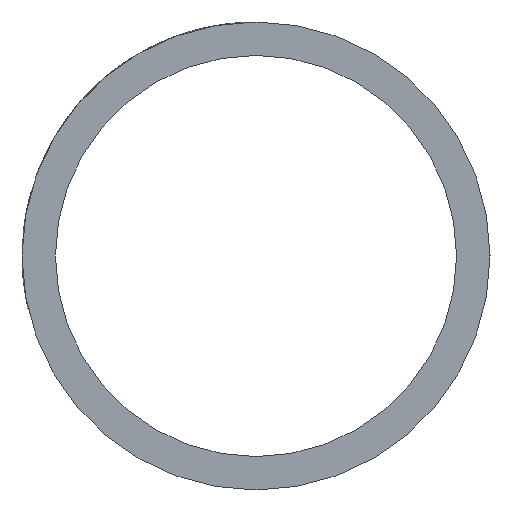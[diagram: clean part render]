
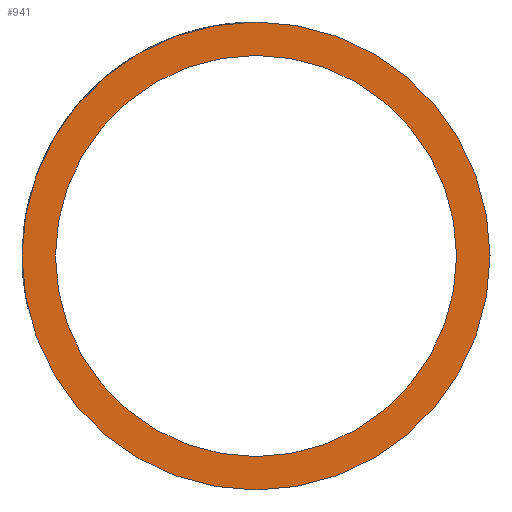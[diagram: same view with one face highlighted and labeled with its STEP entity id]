
A CAD part, left-side view. The second image highlights one B-rep face of the part: STEP entity #941.
In plain terms, the highlighted planar face has unit normal (-1, 0, 0).
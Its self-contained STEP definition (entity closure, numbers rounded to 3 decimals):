
#286 = CIRCLE ( 'NONE', #5480, 7. ) ;
#387 = VERTEX_POINT ( 'NONE', #3481 ) ;
#497 = AXIS2_PLACEMENT_3D ( 'NONE', #4751, #3751, #3839 ) ;
#755 = DIRECTION ( 'NONE',  ( 1., 0., 0. ) ) ;
#758 = ORIENTED_EDGE ( 'NONE', *, *, #4559, .T. ) ;
#941 = ADVANCED_FACE ( 'NONE', ( #1822, #5700 ), #2828, .F. ) ;
#1028 = CIRCLE ( 'NONE', #4655, 6. ) ;
#1060 = ORIENTED_EDGE ( 'NONE', *, *, #6236, .F. ) ;
#1114 = EDGE_CURVE ( 'NONE', #5288, #2283, #1878, .T. ) ;
#1458 = DIRECTION ( 'NONE',  ( 1., 0., 0. ) ) ;
#1646 = CIRCLE ( 'NONE', #497, 7. ) ;
#1790 = CARTESIAN_POINT ( 'NONE',  ( 0., 0., 0. ) ) ;
#1822 = FACE_BOUND ( 'NONE', #6202, .T. ) ;
#1878 = CIRCLE ( 'NONE', #5292, 6. ) ;
#1987 = DIRECTION ( 'NONE',  ( 1., 0., 0. ) ) ;
#2283 = VERTEX_POINT ( 'NONE', #2945 ) ;
#2395 = CARTESIAN_POINT ( 'NONE',  ( 0., 0., -7. ) ) ;
#2477 = CARTESIAN_POINT ( 'NONE',  ( 0., 0., 0. ) ) ;
#2828 = PLANE ( 'NONE',  #3749 ) ;
#2945 = CARTESIAN_POINT ( 'NONE',  ( 0., 0., -6. ) ) ;
#3199 = CARTESIAN_POINT ( 'NONE',  ( 0., 0., 6. ) ) ;
#3232 = DIRECTION ( 'NONE',  ( 1., 0., 0. ) ) ;
#3481 = CARTESIAN_POINT ( 'NONE',  ( 0., 0., 7. ) ) ;
#3512 = ORIENTED_EDGE ( 'NONE', *, *, #5595, .F. ) ;
#3597 = EDGE_LOOP ( 'NONE', ( #3512, #1060 ) ) ;
#3747 = VERTEX_POINT ( 'NONE', #2395 ) ;
#3749 = AXIS2_PLACEMENT_3D ( 'NONE', #4716, #3232, #6225 ) ;
#3751 = DIRECTION ( 'NONE',  ( 1., 0., 0. ) ) ;
#3770 = ORIENTED_EDGE ( 'NONE', *, *, #1114, .T. ) ;
#3839 = DIRECTION ( 'NONE',  ( 0., 0., -1. ) ) ;
#4559 = EDGE_CURVE ( 'NONE', #2283, #5288, #1028, .T. ) ;
#4655 = AXIS2_PLACEMENT_3D ( 'NONE', #5381, #1458, #5314 ) ;
#4716 = CARTESIAN_POINT ( 'NONE',  ( 0., 0., 0. ) ) ;
#4751 = CARTESIAN_POINT ( 'NONE',  ( 0., 0., 0. ) ) ;
#5005 = DIRECTION ( 'NONE',  ( 0., 0., -1. ) ) ;
#5288 = VERTEX_POINT ( 'NONE', #3199 ) ;
#5292 = AXIS2_PLACEMENT_3D ( 'NONE', #2477, #1987, #5005 ) ;
#5314 = DIRECTION ( 'NONE',  ( 0., 0., -1. ) ) ;
#5381 = CARTESIAN_POINT ( 'NONE',  ( 0., 0., 0. ) ) ;
#5480 = AXIS2_PLACEMENT_3D ( 'NONE', #1790, #755, #6187 ) ;
#5595 = EDGE_CURVE ( 'NONE', #387, #3747, #286, .T. ) ;
#5700 = FACE_OUTER_BOUND ( 'NONE', #3597, .T. ) ;
#6187 = DIRECTION ( 'NONE',  ( 0., 0., -1. ) ) ;
#6202 = EDGE_LOOP ( 'NONE', ( #3770, #758 ) ) ;
#6225 = DIRECTION ( 'NONE',  ( 0., 0., -1. ) ) ;
#6236 = EDGE_CURVE ( 'NONE', #3747, #387, #1646, .T. ) ;
